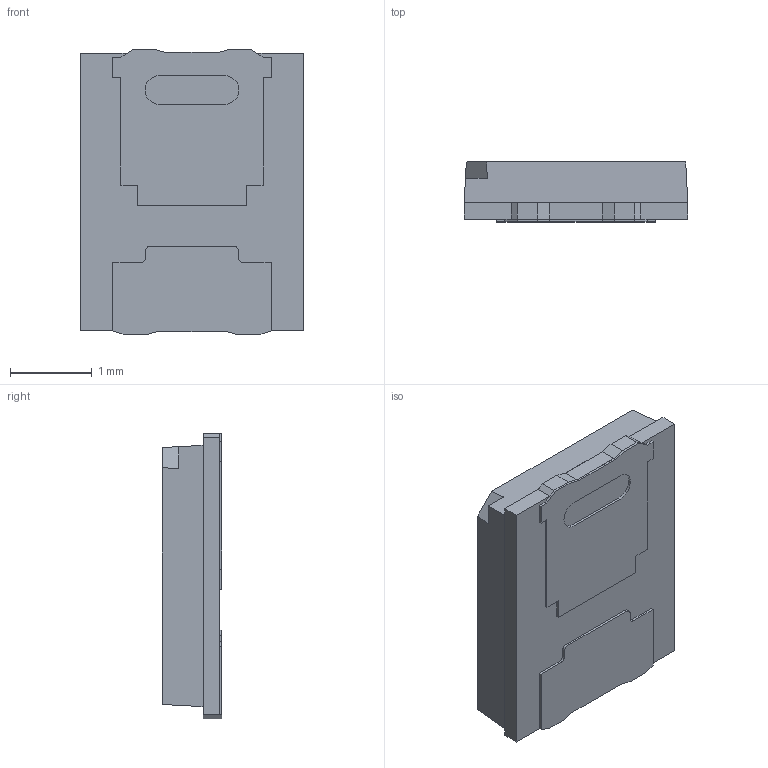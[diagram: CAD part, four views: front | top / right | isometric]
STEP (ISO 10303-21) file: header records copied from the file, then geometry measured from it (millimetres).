
FILE_DESCRIPTION(('CAx-IF Rec.Pracs.---Model Styling and Organization---1.5---2016-08-15','CAx-IF Rec.Pracs.---Geometric and Assembly Validation Properties---4.4---2016-08-17','CAx-IF Rec.Pracs.---User Defined Attributes---1.5---2016-08-15','CAx-IF Rec.Pracs.---External References---2.1---2005-01-19'),'2;1');
FILE_NAME('20099223.step','2025-02-24T20:44:22',('Unspecified'),('Unspecified'),'CAD Exchanger 3.10.2 (cadexchanger.com)','Unspecified','');
FILE_SCHEMA(('AUTOMOTIVE_DESIGN { 1 0 10303 214 1 1 1 1 }'));
Length unit declared in the file: millimetre
Products named in the file (1): GW JTLMS3.GM-G4G8-XX57-1-60-R33
Bounding box: 2.74 x 0.73 x 3.5 mm (x, y, z)
Volume: 5.2 mm3; surface area: 30.8 mm2
Topology: 3 solids, 3 shells, 90 faces, 236 edges, 154 vertices
Faces by surface type: plane 80, cylinder 10
Entity records: 2921 total; most frequent: CARTESIAN_POINT 481, ORIENTED_EDGE 472, DIRECTION 438, EDGE_CURVE 236, LINE 216, VECTOR 216, VERTEX_POINT 154, AXIS2_PLACEMENT_3D 111
